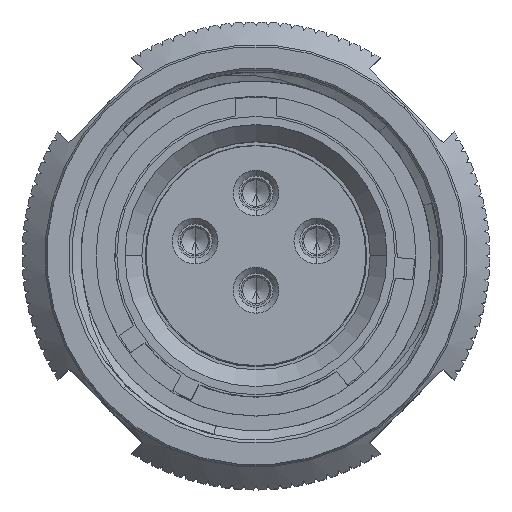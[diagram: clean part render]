
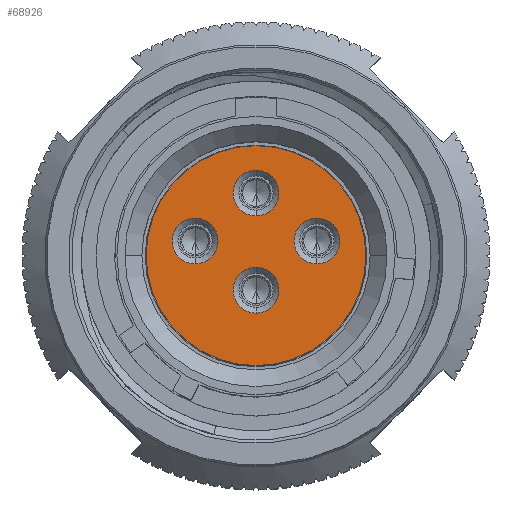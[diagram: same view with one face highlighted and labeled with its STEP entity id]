
A CAD part, top view. The second image highlights one B-rep face of the part: STEP entity #68926.
In plain terms, the highlighted planar face has unit normal (0, 0, 1).
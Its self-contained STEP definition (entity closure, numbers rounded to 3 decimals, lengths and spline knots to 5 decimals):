
#30517=CARTESIAN_POINT('',(0.,0.,0.583));
#30518=DIRECTION('',(0.,0.,1.));
#30519=DIRECTION('',(0.,1.,0.));
#30520=AXIS2_PLACEMENT_3D('',#30517,#30518,#30519);
#30522=CARTESIAN_POINT('',(0.,0.,0.583));
#30523=DIRECTION('',(0.,0.,-1.));
#30524=DIRECTION('',(0.,1.,0.));
#30525=AXIS2_PLACEMENT_3D('',#30522,#30523,#30524);
#30527=CARTESIAN_POINT('',(0.,0.15,0.583));
#30528=DIRECTION('',(0.,0.,1.));
#30529=DIRECTION('',(0.,1.,0.));
#30530=AXIS2_PLACEMENT_3D('',#30527,#30528,#30529);
#30532=CARTESIAN_POINT('',(0.,0.15,0.583));
#30533=DIRECTION('',(0.,0.,1.));
#30534=DIRECTION('',(0.,-1.,0.));
#30535=AXIS2_PLACEMENT_3D('',#30532,#30533,#30534);
#30537=CARTESIAN_POINT('',(-0.146,0.035,0.583));
#30538=DIRECTION('',(0.,0.,1.));
#30539=DIRECTION('',(0.,1.,0.));
#30540=AXIS2_PLACEMENT_3D('',#30537,#30538,#30539);
#30542=CARTESIAN_POINT('',(-0.146,0.035,0.583));
#30543=DIRECTION('',(0.,0.,1.));
#30544=DIRECTION('',(0.,-1.,0.));
#30545=AXIS2_PLACEMENT_3D('',#30542,#30543,#30544);
#30547=CARTESIAN_POINT('',(0.,-0.083,0.583));
#30548=DIRECTION('',(0.,0.,1.));
#30549=DIRECTION('',(0.,1.,0.));
#30550=AXIS2_PLACEMENT_3D('',#30547,#30548,#30549);
#30552=CARTESIAN_POINT('',(0.,-0.083,0.583));
#30553=DIRECTION('',(0.,0.,1.));
#30554=DIRECTION('',(0.,-1.,0.));
#30555=AXIS2_PLACEMENT_3D('',#30552,#30553,#30554);
#30557=CARTESIAN_POINT('',(0.146,0.035,0.583));
#30558=DIRECTION('',(0.,0.,1.));
#30559=DIRECTION('',(0.,1.,0.));
#30560=AXIS2_PLACEMENT_3D('',#30557,#30558,#30559);
#30562=CARTESIAN_POINT('',(0.146,0.035,0.583));
#30563=DIRECTION('',(0.,0.,1.));
#30564=DIRECTION('',(0.,-1.,0.));
#30565=AXIS2_PLACEMENT_3D('',#30562,#30563,#30564);
#36016=CARTESIAN_POINT('',(0.,0.2635,0.583));
#36018=VERTEX_POINT('',#36016);
#36026=CARTESIAN_POINT('',(0.,-0.2635,0.583));
#36028=VERTEX_POINT('',#36026);
#36070=CARTESIAN_POINT('',(0.,0.205,0.583));
#36071=CARTESIAN_POINT('',(0.,0.095,0.583));
#36072=VERTEX_POINT('',#36070);
#36073=VERTEX_POINT('',#36071);
#36102=CARTESIAN_POINT('',(-0.146,0.09,0.583));
#36103=VERTEX_POINT('',#36102);
#36108=CARTESIAN_POINT('',(-0.146,-0.02,0.583));
#36109=VERTEX_POINT('',#36108);
#36134=CARTESIAN_POINT('',(0.,-0.028,0.583));
#36135=VERTEX_POINT('',#36134);
#36140=CARTESIAN_POINT('',(0.,-0.138,0.583));
#36141=VERTEX_POINT('',#36140);
#36166=CARTESIAN_POINT('',(0.146,0.09,0.583));
#36167=VERTEX_POINT('',#36166);
#36172=CARTESIAN_POINT('',(0.146,-0.02,0.583));
#36173=VERTEX_POINT('',#36172);
#68893=CARTESIAN_POINT('',(0.,0.,0.583));
#68894=DIRECTION('',(0.,0.,-1.));
#68895=DIRECTION('',(0.,-1.,0.));
#68896=AXIS2_PLACEMENT_3D('',#68893,#68894,#68895);
#68897=PLANE('',#68896);
#68898=ORIENTED_EDGE('',*,*,#68872,.F.);
#68899=ORIENTED_EDGE('',*,*,#68888,.T.);
#68900=EDGE_LOOP('',(#68898,#68899));
#68901=FACE_OUTER_BOUND('',#68900,.F.);
#68903=ORIENTED_EDGE('',*,*,#68902,.T.);
#68905=ORIENTED_EDGE('',*,*,#68904,.T.);
#68906=EDGE_LOOP('',(#68903,#68905));
#68907=FACE_BOUND('',#68906,.F.);
#68909=ORIENTED_EDGE('',*,*,#68908,.T.);
#68911=ORIENTED_EDGE('',*,*,#68910,.T.);
#68912=EDGE_LOOP('',(#68909,#68911));
#68913=FACE_BOUND('',#68912,.F.);
#68915=ORIENTED_EDGE('',*,*,#68914,.T.);
#68917=ORIENTED_EDGE('',*,*,#68916,.T.);
#68918=EDGE_LOOP('',(#68915,#68917));
#68919=FACE_BOUND('',#68918,.F.);
#68921=ORIENTED_EDGE('',*,*,#68920,.T.);
#68923=ORIENTED_EDGE('',*,*,#68922,.T.);
#68924=EDGE_LOOP('',(#68921,#68923));
#68925=FACE_BOUND('',#68924,.F.);
#68926=ADVANCED_FACE('',(#68901,#68907,#68913,#68919,#68925),#68897,.F.);
#30521=CIRCLE('',#30520,0.2635);
#30526=CIRCLE('',#30525,0.2635);
#30531=CIRCLE('',#30530,0.055);
#30536=CIRCLE('',#30535,0.055);
#30541=CIRCLE('',#30540,0.055);
#30546=CIRCLE('',#30545,0.055);
#30551=CIRCLE('',#30550,0.055);
#30556=CIRCLE('',#30555,0.055);
#30561=CIRCLE('',#30560,0.055);
#30566=CIRCLE('',#30565,0.055);
#68872=EDGE_CURVE('',#36018,#36028,#30521,.T.);
#68888=EDGE_CURVE('',#36018,#36028,#30526,.T.);
#68902=EDGE_CURVE('',#36072,#36073,#30531,.T.);
#68904=EDGE_CURVE('',#36073,#36072,#30536,.T.);
#68908=EDGE_CURVE('',#36103,#36109,#30541,.T.);
#68910=EDGE_CURVE('',#36109,#36103,#30546,.T.);
#68914=EDGE_CURVE('',#36135,#36141,#30551,.T.);
#68916=EDGE_CURVE('',#36141,#36135,#30556,.T.);
#68920=EDGE_CURVE('',#36167,#36173,#30561,.T.);
#68922=EDGE_CURVE('',#36173,#36167,#30566,.T.);
